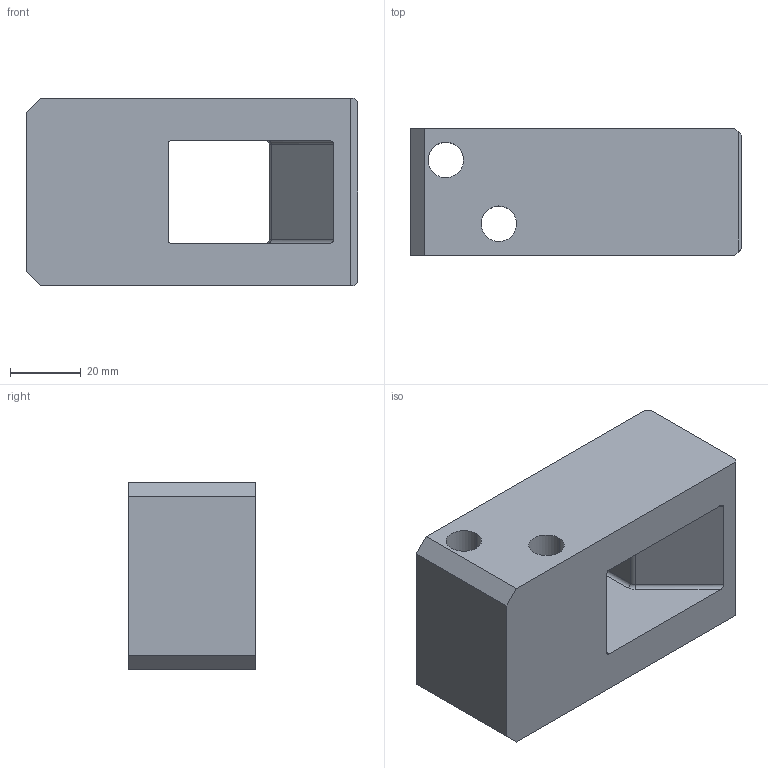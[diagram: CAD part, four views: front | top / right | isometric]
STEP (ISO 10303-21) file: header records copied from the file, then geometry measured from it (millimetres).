
FILE_DESCRIPTION (( 'STEP AP214' ), '1' );
FILE_NAME ('bau0058711408.step', '2023-07-13T04:42:34', ( '' ), ( '' ), 'SwSTEP 2.0', 'SolidWorks 2022', '' );
FILE_SCHEMA (( 'AUTOMOTIVE_DESIGN' ));
Length unit declared in the file: millimetre
Products named in the file (1): bau0058711408
Bounding box: 93.5 x 35.98 x 53 mm (x, y, z)
Volume: 125093.7 mm3; surface area: 26192.1 mm2
Topology: 1 solids, 1 shells, 40 faces, 104 edges, 65 vertices
Faces by surface type: plane 18, cylinder 16, torus 4, cone 2
Entity records: 1274 total; most frequent: CARTESIAN_POINT 220, DIRECTION 212, ORIENTED_EDGE 204, EDGE_CURVE 102, AXIS2_PLACEMENT_3D 73, VECTOR 66, LINE 66, VERTEX_POINT 65
